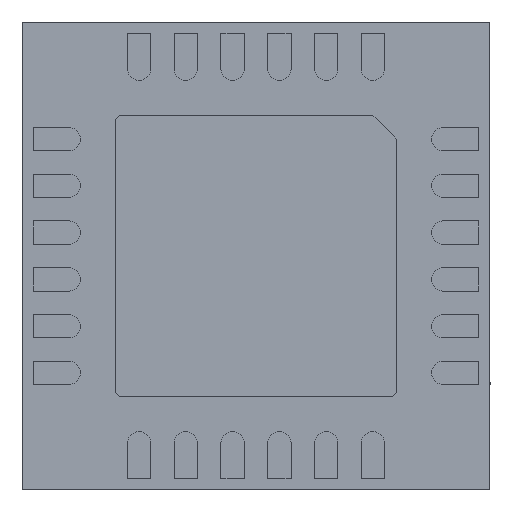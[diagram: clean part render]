
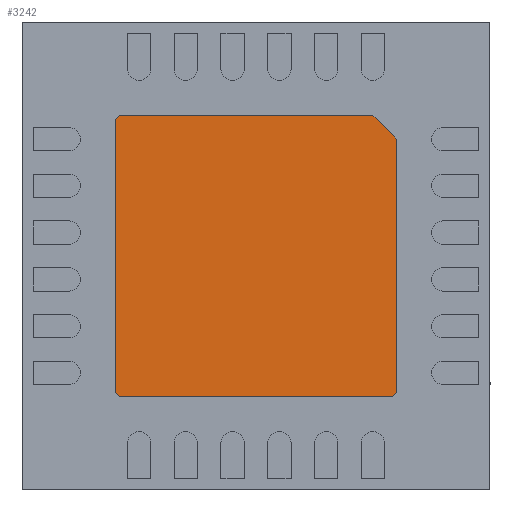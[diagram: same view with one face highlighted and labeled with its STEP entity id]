
A CAD part, front view. The second image highlights one B-rep face of the part: STEP entity #3242.
In plain terms, the highlighted planar face has unit normal (0, -1, 0).
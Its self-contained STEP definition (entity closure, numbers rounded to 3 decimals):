
#94 = EDGE_CURVE ( 'NONE', #6959, #5621, #2510, .T. ) ;
#105 = CARTESIAN_POINT ( 'NONE',  ( -2.3, -0.05, 2.4 ) ) ;
#192 = LINE ( 'NONE', #1120, #8101 ) ;
#1015 = VERTEX_POINT ( 'NONE', #9602 ) ;
#1044 = DIRECTION ( 'NONE',  ( -1., 0., 0. ) ) ;
#1120 = CARTESIAN_POINT ( 'NONE',  ( -2.4, -0.05, -2.3 ) ) ;
#1205 = EDGE_CURVE ( 'NONE', #1015, #9284, #11867, .T. ) ;
#1312 = CARTESIAN_POINT ( 'NONE',  ( -2.3, -0.05, -2.4 ) ) ;
#1507 = CARTESIAN_POINT ( 'NONE',  ( 2.3, -0.05, -2.3 ) ) ;
#2096 = ORIENTED_EDGE ( 'NONE', *, *, #11344, .T. ) ;
#2113 = EDGE_CURVE ( 'NONE', #2381, #3348, #10452, .T. ) ;
#2170 = ORIENTED_EDGE ( 'NONE', *, *, #1205, .T. ) ;
#2381 = VERTEX_POINT ( 'NONE', #11566 ) ;
#2462 = PLANE ( 'NONE',  #7886 ) ;
#2499 = DIRECTION ( 'NONE',  ( 0., -1., 0. ) ) ;
#2510 = CIRCLE ( 'NONE', #8715, 0.1 ) ;
#2774 = CARTESIAN_POINT ( 'NONE',  ( -2.3, -0.05, 2.3 ) ) ;
#2986 = DIRECTION ( 'NONE',  ( 0., -1., 0. ) ) ;
#3242 = ADVANCED_FACE ( 'NONE', ( #11027 ), #2462, .T. ) ;
#3348 = VERTEX_POINT ( 'NONE', #8662 ) ;
#3578 = ORIENTED_EDGE ( 'NONE', *, *, #94, .T. ) ;
#3594 = CARTESIAN_POINT ( 'NONE',  ( -2.3, -0.05, -2.4 ) ) ;
#3672 = ORIENTED_EDGE ( 'NONE', *, *, #7822, .T. ) ;
#3764 = DIRECTION ( 'NONE',  ( 0., 0., 1. ) ) ;
#3806 = EDGE_LOOP ( 'NONE', ( #11271, #3578, #3672, #2170, #4824, #2096, #7972, #5713 ) ) ;
#4021 = LINE ( 'NONE', #3594, #11617 ) ;
#4073 = DIRECTION ( 'NONE',  ( 0., 0., 1. ) ) ;
#4178 = LINE ( 'NONE', #4582, #6797 ) ;
#4582 = CARTESIAN_POINT ( 'NONE',  ( 2., -0.05, 2.4 ) ) ;
#4824 = ORIENTED_EDGE ( 'NONE', *, *, #8708, .T. ) ;
#5024 = EDGE_CURVE ( 'NONE', #8167, #6959, #6538, .T. ) ;
#5118 = CARTESIAN_POINT ( 'NONE',  ( -2.3, -0.05, -2.3 ) ) ;
#5517 = CARTESIAN_POINT ( 'NONE',  ( 2.3, -0.05, -2.4 ) ) ;
#5621 = VERTEX_POINT ( 'NONE', #8013 ) ;
#5713 = ORIENTED_EDGE ( 'NONE', *, *, #8913, .T. ) ;
#6081 = DIRECTION ( 'NONE',  ( 0., 0., 1. ) ) ;
#6538 = LINE ( 'NONE', #6957, #11510 ) ;
#6551 = DIRECTION ( 'NONE',  ( -0.707, 0., 0.707 ) ) ;
#6728 = AXIS2_PLACEMENT_3D ( 'NONE', #8933, #2986, #9934 ) ;
#6797 = VECTOR ( 'NONE', #6551, 1000. ) ;
#6957 = CARTESIAN_POINT ( 'NONE',  ( -2.3, -0.05, 2.4 ) ) ;
#6959 = VERTEX_POINT ( 'NONE', #105 ) ;
#7050 = DIRECTION ( 'NONE',  ( 0., 0., -1. ) ) ;
#7822 = EDGE_CURVE ( 'NONE', #5621, #1015, #192, .T. ) ;
#7886 = AXIS2_PLACEMENT_3D ( 'NONE', #1507, #2499, #9444 ) ;
#7972 = ORIENTED_EDGE ( 'NONE', *, *, #2113, .T. ) ;
#8013 = CARTESIAN_POINT ( 'NONE',  ( -2.4, -0.05, 2.3 ) ) ;
#8020 = CIRCLE ( 'NONE', #6728, 0.1 ) ;
#8101 = VECTOR ( 'NONE', #7050, 1000. ) ;
#8167 = VERTEX_POINT ( 'NONE', #12448 ) ;
#8549 = DIRECTION ( 'NONE',  ( 1., 0., 0. ) ) ;
#8662 = CARTESIAN_POINT ( 'NONE',  ( 2.4, -0.05, 2. ) ) ;
#8708 = EDGE_CURVE ( 'NONE', #9284, #12183, #4021, .T. ) ;
#8715 = AXIS2_PLACEMENT_3D ( 'NONE', #2774, #9722, #3764 ) ;
#8913 = EDGE_CURVE ( 'NONE', #3348, #8167, #4178, .T. ) ;
#8933 = CARTESIAN_POINT ( 'NONE',  ( 2.3, -0.05, -2.3 ) ) ;
#9284 = VERTEX_POINT ( 'NONE', #1312 ) ;
#9444 = DIRECTION ( 'NONE',  ( 0., 0., -1. ) ) ;
#9602 = CARTESIAN_POINT ( 'NONE',  ( -2.4, -0.05, -2.3 ) ) ;
#9722 = DIRECTION ( 'NONE',  ( 0., -1., 0. ) ) ;
#9934 = DIRECTION ( 'NONE',  ( 0., 0., -1. ) ) ;
#10452 = LINE ( 'NONE', #11009, #12756 ) ;
#11009 = CARTESIAN_POINT ( 'NONE',  ( 2.4, -0.05, -2.3 ) ) ;
#11027 = FACE_OUTER_BOUND ( 'NONE', #3806, .T. ) ;
#11271 = ORIENTED_EDGE ( 'NONE', *, *, #5024, .T. ) ;
#11344 = EDGE_CURVE ( 'NONE', #12183, #2381, #8020, .T. ) ;
#11510 = VECTOR ( 'NONE', #1044, 1000. ) ;
#11566 = CARTESIAN_POINT ( 'NONE',  ( 2.4, -0.05, -2.3 ) ) ;
#11617 = VECTOR ( 'NONE', #8549, 1000. ) ;
#11867 = CIRCLE ( 'NONE', #11957, 0.1 ) ;
#11957 = AXIS2_PLACEMENT_3D ( 'NONE', #5118, #12050, #6081 ) ;
#12050 = DIRECTION ( 'NONE',  ( 0., -1., 0. ) ) ;
#12183 = VERTEX_POINT ( 'NONE', #5517 ) ;
#12448 = CARTESIAN_POINT ( 'NONE',  ( 2., -0.05, 2.4 ) ) ;
#12756 = VECTOR ( 'NONE', #4073, 1000. ) ;
